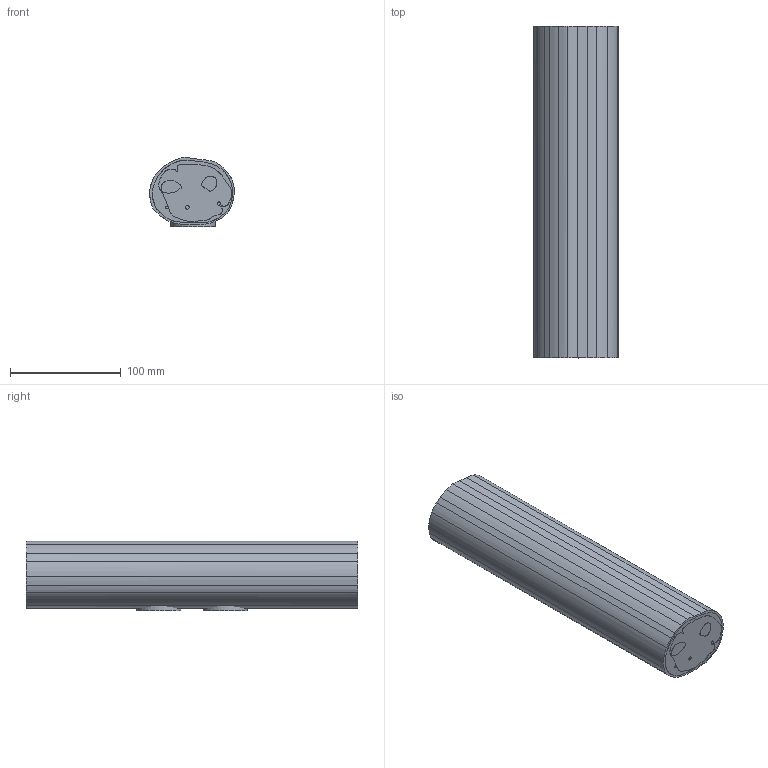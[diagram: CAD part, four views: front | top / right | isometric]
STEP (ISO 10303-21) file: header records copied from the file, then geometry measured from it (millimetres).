
FILE_DESCRIPTION(/* description */ (''),/* implementation_level */ '2;1');
FILE_NAME(/* name */ 'P6.step',/* time_stamp */ '2023-04-01T18:15:20+01:00',/* author */ (''),/* organization */ (''),/* preprocessor_version */ 'ST-DEVELOPER v19.2',/* originating_system */ 'Autodesk Translation Framework v11.17.0.187',/* authorisation */ '');
FILE_SCHEMA (('AUTOMOTIVE_DESIGN { 1 0 10303 214 3 1 1 }'));
Length unit declared in the file: millimetre
Products named in the file (1): P6
Bounding box: 76.46 x 300 x 62.62 mm (x, y, z)
Volume: 1144096 mm3; surface area: 392069.5 mm2
Topology: 10 solids, 10 shells, 176 faces, 468 edges, 312 vertices
Faces by surface type: bspline 154, plane 20, cylinder 2
Full cylindrical faces by diameter (mm): 40 x2
Entity records: 5942 total; most frequent: CARTESIAN_POINT 2983, ORIENTED_EDGE 936, EDGE_CURVE 468, VERTEX_POINT 312, DIRECTION 234, EDGE_LOOP 190, FACE_OUTER_BOUND 176, ADVANCED_FACE 176
